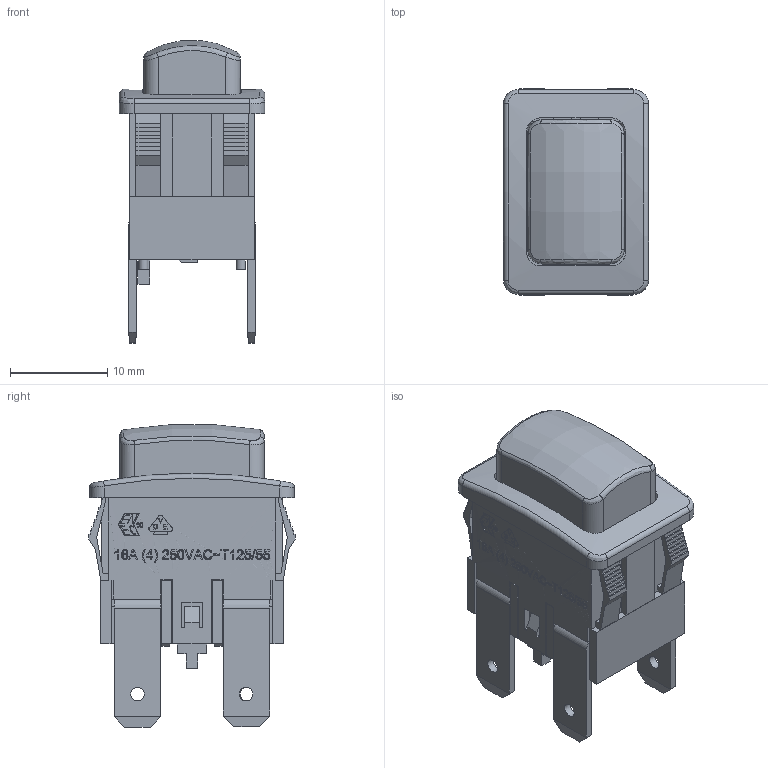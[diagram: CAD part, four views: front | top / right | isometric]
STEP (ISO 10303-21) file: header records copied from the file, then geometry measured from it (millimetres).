
FILE_DESCRIPTION((' '),'2;1');
FILE_NAME('PA41ECxx00.stp','2017-07-27T09:20:27',(' '),(' '),' ','ACIS',' ');
FILE_SCHEMA(('CONFIG_CONTROL_DESIGN'));
Length unit declared in the file: inch
Products named in the file (1): PA41ECxx00.stp
Bounding box: 14.9 x 21.2 x 31.08 mm (x, y, z)
Volume: 2607 mm3; surface area: 6257.1 mm2
Topology: 1 solids, 1 shells, 1466 faces, 3901 edges, 2464 vertices
Faces by surface type: plane 1069, bspline 273, cylinder 119, torus 5
Full cylindrical faces by diameter (mm): 0.95 x4, 1.4 x4, 2.5 x2, 3 x1
Entity records: 47090 total; most frequent: CARTESIAN_POINT 12334, ORIENTED_EDGE 7768, DIRECTION 5991, EDGE_CURVE 3884, VECTOR 3055, LINE 3055, VERTEX_POINT 2461, EDGE_LOOP 1601
